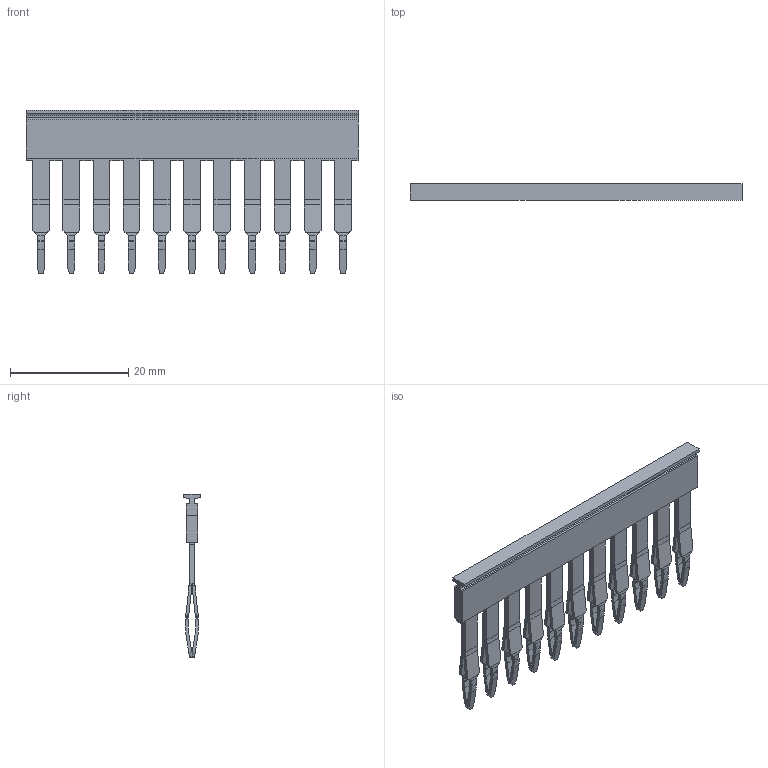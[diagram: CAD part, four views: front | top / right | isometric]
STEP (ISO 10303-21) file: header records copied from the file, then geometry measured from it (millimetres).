
FILE_DESCRIPTION(('CATIA V5R22 STEP214','CAx-IF Rec.Pracs.--- Model Styling and Organization---1.4--- 2014-01-23'),'2;1');
FILE_NAME ('040203-8_0', '2021-04-30T08:57:25+00:00', ('Weidmueller Interface'), ('Weidmueller'), 'CATIA Version 5-6 Release 2016 SP3 HF44', 'CATIA V5 STEP AP214', 'none');
FILE_SCHEMA(('AUTOMOTIVE_DESIGN { 1 0 10303 214 1 1 1 1 }'));
Length unit declared in the file: millimetre
Products named in the file (1): ZQV 2.5/11
Bounding box: 56.1 x 2.8 x 27.61 mm (x, y, z)
Volume: 1356.1 mm3; surface area: 3353 mm2
Topology: 2 solids, 2 shells, 719 faces, 2033 edges, 1296 vertices
Faces by surface type: plane 451, cylinder 224, bspline 44
Entity records: 21450 total; most frequent: CARTESIAN_POINT 5286, ORIENTED_EDGE 4066, DIRECTION 2245, EDGE_CURVE 2033, VECTOR 1333, LINE 1333, VERTEX_POINT 1296, ADVANCED_FACE 719
